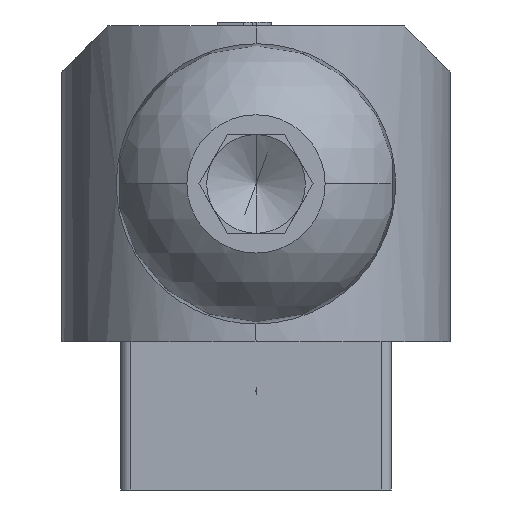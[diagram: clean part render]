
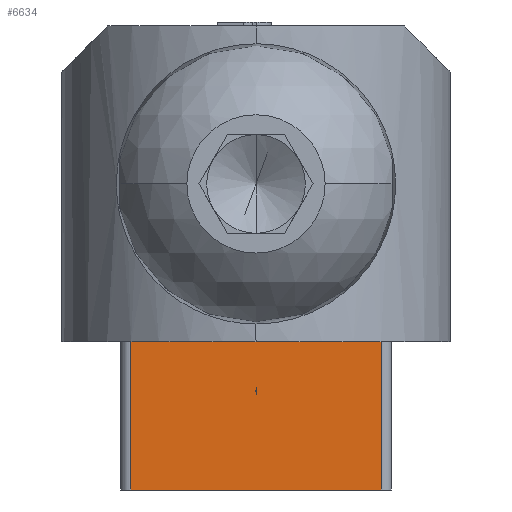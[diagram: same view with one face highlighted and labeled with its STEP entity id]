
A CAD part, left-side view. The second image highlights one B-rep face of the part: STEP entity #6634.
In plain terms, the highlighted face is planar.
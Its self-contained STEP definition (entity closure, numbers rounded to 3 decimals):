
#237 = DIRECTION ( 'NONE',  ( 0., 0., -1. ) ) ;
#240 = CARTESIAN_POINT ( 'NONE',  ( 6.35, 0., 11. ) ) ;
#245 = CARTESIAN_POINT ( 'NONE',  ( 6.35, 0., -11. ) ) ;
#246 = DIRECTION ( 'NONE',  ( -1., 0., 0. ) ) ;
#250 = CARTESIAN_POINT ( 'NONE',  ( 6.35, 0., 11. ) ) ;
#251 = CARTESIAN_POINT ( 'NONE',  ( 0., 0., 4.5 ) ) ;
#252 = DIRECTION ( 'NONE',  ( 0., 1., 0. ) ) ;
#253 = DIRECTION ( 'NONE',  ( 0., 0., 1. ) ) ;
#254 = CARTESIAN_POINT ( 'NONE',  ( -6.35, 0., 11. ) ) ;
#255 = DIRECTION ( 'NONE',  ( 0., 0., -1. ) ) ;
#256 = DIRECTION ( 'NONE',  ( -1., 0., 0. ) ) ;
#488 = CARTESIAN_POINT ( 'NONE',  ( 0., 0., 8.7 ) ) ;
#496 = CARTESIAN_POINT ( 'NONE',  ( 0., 0., 0.3 ) ) ;
#505 = CARTESIAN_POINT ( 'NONE',  ( 6.35, 0., 11. ) ) ;
#512 = CARTESIAN_POINT ( 'NONE',  ( 6.35, 0., -11. ) ) ;
#516 = CARTESIAN_POINT ( 'NONE',  ( -6.35, 0., 11. ) ) ;
#517 = CARTESIAN_POINT ( 'NONE',  ( -6.35, 0., -11. ) ) ;
#775 = EDGE_CURVE ( 'NONE', #1787, #1784, #4428, .T. ) ;
#804 = EDGE_CURVE ( 'NONE', #1797, #1804, #4468, .T. ) ;
#807 = EDGE_CURVE ( 'NONE', #1784, #1787, #4476, .T. ) ;
#808 = EDGE_CURVE ( 'NONE', #1804, #1809, #4478, .T. ) ;
#809 = EDGE_CURVE ( 'NONE', #1808, #1809, #4479, .T. ) ;
#810 = EDGE_CURVE ( 'NONE', #1797, #1808, #4473, .T. ) ;
#1181 = DIRECTION ( 'NONE',  ( 0., -1., 0. ) ) ;
#1184 = CARTESIAN_POINT ( 'NONE',  ( 6.35, 0., 11. ) ) ;
#1186 = PLANE ( 'NONE',  #3382 ) ;
#1188 = DIRECTION ( 'NONE',  ( 1., 0., 0. ) ) ;
#1784 = VERTEX_POINT ( 'NONE', #488 ) ;
#1787 = VERTEX_POINT ( 'NONE', #496 ) ;
#1797 = VERTEX_POINT ( 'NONE', #505 ) ;
#1804 = VERTEX_POINT ( 'NONE', #512 ) ;
#1808 = VERTEX_POINT ( 'NONE', #516 ) ;
#1809 = VERTEX_POINT ( 'NONE', #517 ) ;
#1929 = EDGE_LOOP ( 'NONE', ( #3993, #3934 ) ) ;
#1930 = EDGE_LOOP ( 'NONE', ( #3935, #3936, #3937, #3938 ) ) ;
#2856 = AXIS2_PLACEMENT_3D ( 'NONE', #3831, #3832, #3833 ) ;
#2868 = AXIS2_PLACEMENT_3D ( 'NONE', #251, #252, #253 ) ;
#3382 = AXIS2_PLACEMENT_3D ( 'NONE', #1184, #1181, #1188 ) ;
#3831 = CARTESIAN_POINT ( 'NONE',  ( 0., 0., 4.5 ) ) ;
#3832 = DIRECTION ( 'NONE',  ( 0., 1., 0. ) ) ;
#3833 = DIRECTION ( 'NONE',  ( 0., 0., 1. ) ) ;
#3934 = ORIENTED_EDGE ( 'NONE', *, *, #775, .F. ) ;
#3935 = ORIENTED_EDGE ( 'NONE', *, *, #808, .T. ) ;
#3936 = ORIENTED_EDGE ( 'NONE', *, *, #809, .F. ) ;
#3937 = ORIENTED_EDGE ( 'NONE', *, *, #810, .F. ) ;
#3938 = ORIENTED_EDGE ( 'NONE', *, *, #804, .T. ) ;
#3993 = ORIENTED_EDGE ( 'NONE', *, *, #807, .F. ) ;
#4428 = CIRCLE ( 'NONE', #2856, 4.2 ) ;
#4468 = LINE ( 'NONE', #240, #4474 ) ;
#4473 = LINE ( 'NONE', #250, #4484 ) ;
#4474 = VECTOR ( 'NONE', #237, 1000. ) ;
#4476 = CIRCLE ( 'NONE', #2868, 4.2 ) ;
#4478 = LINE ( 'NONE', #245, #4480 ) ;
#4479 = LINE ( 'NONE', #254, #4482 ) ;
#4480 = VECTOR ( 'NONE', #246, 1000. ) ;
#4482 = VECTOR ( 'NONE', #255, 1000. ) ;
#4484 = VECTOR ( 'NONE', #256, 1000. ) ;
#6206 = FACE_BOUND ( 'NONE', #1929, .T. ) ;
#6218 = FACE_OUTER_BOUND ( 'NONE', #1930, .T. ) ;
#6634 = ADVANCED_FACE ( 'NONE', ( #6206, #6218 ), #1186, .F. ) ;
